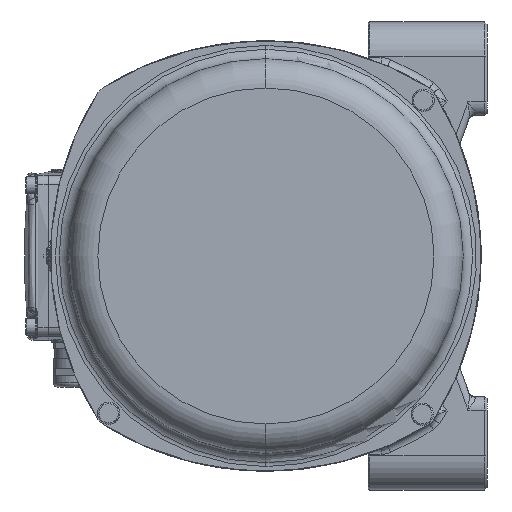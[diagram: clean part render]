
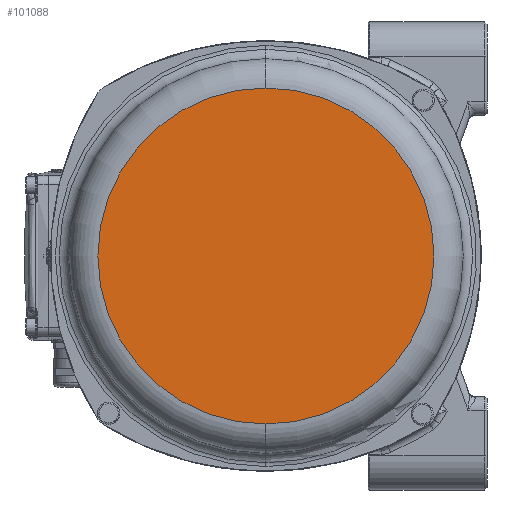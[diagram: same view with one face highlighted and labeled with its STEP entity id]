
A CAD part, left-side view. The second image highlights one B-rep face of the part: STEP entity #101088.
In plain terms, the highlighted planar face has unit normal (-1, 0, 0).
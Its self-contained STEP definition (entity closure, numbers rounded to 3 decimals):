
#573 = DIRECTION ( 'NONE',  ( 0., 0., -1. ) ) ;
#1313 = FACE_OUTER_BOUND ( 'NONE', #45885, .T. ) ;
#4275 = CARTESIAN_POINT ( 'NONE',  ( -261.5, 0., 98.75 ) ) ;
#10172 = CARTESIAN_POINT ( 'NONE',  ( -261.5, 0., 0. ) ) ;
#10438 = DIRECTION ( 'NONE',  ( 0., 1., 0. ) ) ;
#14838 = DIRECTION ( 'NONE',  ( 1., 0., 0. ) ) ;
#16047 = AXIS2_PLACEMENT_3D ( 'NONE', #10172, #120787, #573 ) ;
#18426 = ORIENTED_EDGE ( 'NONE', *, *, #33135, .F. ) ;
#21833 = PLANE ( 'NONE',  #25005 ) ;
#22096 = ORIENTED_EDGE ( 'NONE', *, *, #84787, .F. ) ;
#22598 = VERTEX_POINT ( 'NONE', #39014 ) ;
#25005 = AXIS2_PLACEMENT_3D ( 'NONE', #70284, #81672, #10438 ) ;
#33135 = EDGE_CURVE ( 'NONE', #101160, #22598, #102480, .T. ) ;
#39014 = CARTESIAN_POINT ( 'NONE',  ( -261.5, 0., -98.75 ) ) ;
#44986 = DIRECTION ( 'NONE',  ( 0., 0., -1. ) ) ;
#45885 = EDGE_LOOP ( 'NONE', ( #22096, #18426 ) ) ;
#70284 = CARTESIAN_POINT ( 'NONE',  ( -261.5, -99.935, 99.935 ) ) ;
#71114 = AXIS2_PLACEMENT_3D ( 'NONE', #75527, #14838, #44986 ) ;
#75527 = CARTESIAN_POINT ( 'NONE',  ( -261.5, 0., 0. ) ) ;
#81672 = DIRECTION ( 'NONE',  ( -1., 0., 0. ) ) ;
#84787 = EDGE_CURVE ( 'NONE', #22598, #101160, #121190, .T. ) ;
#101088 = ADVANCED_FACE ( 'NONE', ( #1313 ), #21833, .T. ) ;
#101160 = VERTEX_POINT ( 'NONE', #4275 ) ;
#102480 = CIRCLE ( 'NONE', #16047, 98.75 ) ;
#120787 = DIRECTION ( 'NONE',  ( 1., 0., 0. ) ) ;
#121190 = CIRCLE ( 'NONE', #71114, 98.75 ) ;
